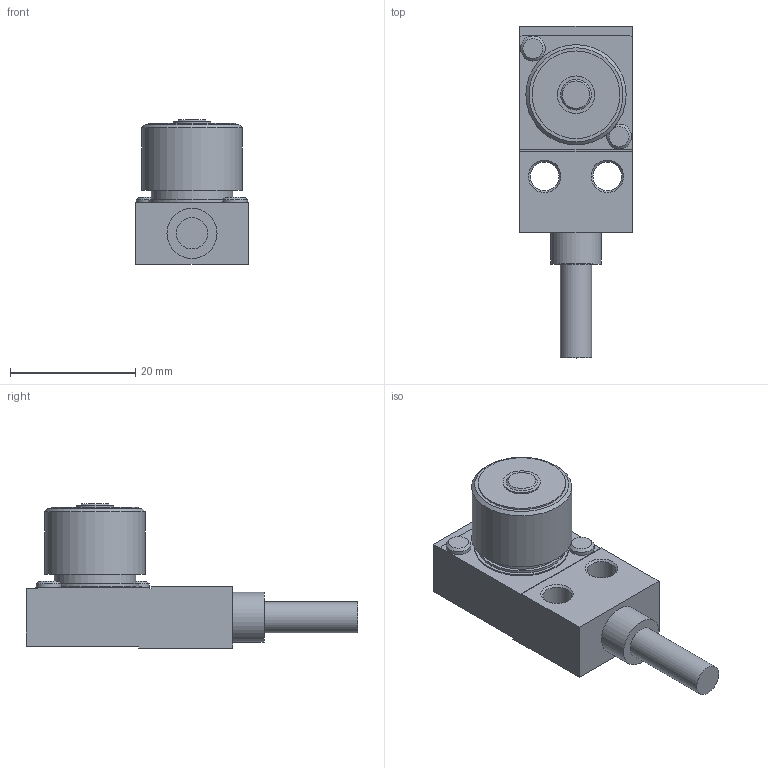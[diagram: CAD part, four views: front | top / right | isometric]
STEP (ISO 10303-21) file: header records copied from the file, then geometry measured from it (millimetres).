
FILE_DESCRIPTION (( 'STEP AP214' ), '1' );
FILE_NAME ('P11DDB-DLD.STEP', '2024-07-11T12:28:58', ( '' ), ( '' ), 'SwSTEP 2.0', 'SolidWorks 2023', '' );
FILE_SCHEMA (( 'AUTOMOTIVE_DESIGN' ));
Length unit declared in the file: millimetre
Products named in the file (1): P11DDB-DLD
Bounding box: 18 x 53 x 23 mm (x, y, z)
Volume: 8358.2 mm3; surface area: 3522.6 mm2
Topology: 1 solids, 1 shells, 45 faces, 93 edges, 61 vertices
Faces by surface type: plane 27, cylinder 12, cone 6
Full cylindrical faces by diameter (mm): 4 x2, 4.6 x2, 5 x1, 6 x1, 8 x1, 13 x1, 14 x2, 15 x1, 16 x1
Entity records: 1117 total; most frequent: DIRECTION 196, CARTESIAN_POINT 178, ORIENTED_EDGE 146, EDGE_LOOP 78, AXIS2_PLACEMENT_3D 77, EDGE_CURVE 73, VERTEX_POINT 59, FACE_OUTER_BOUND 57
